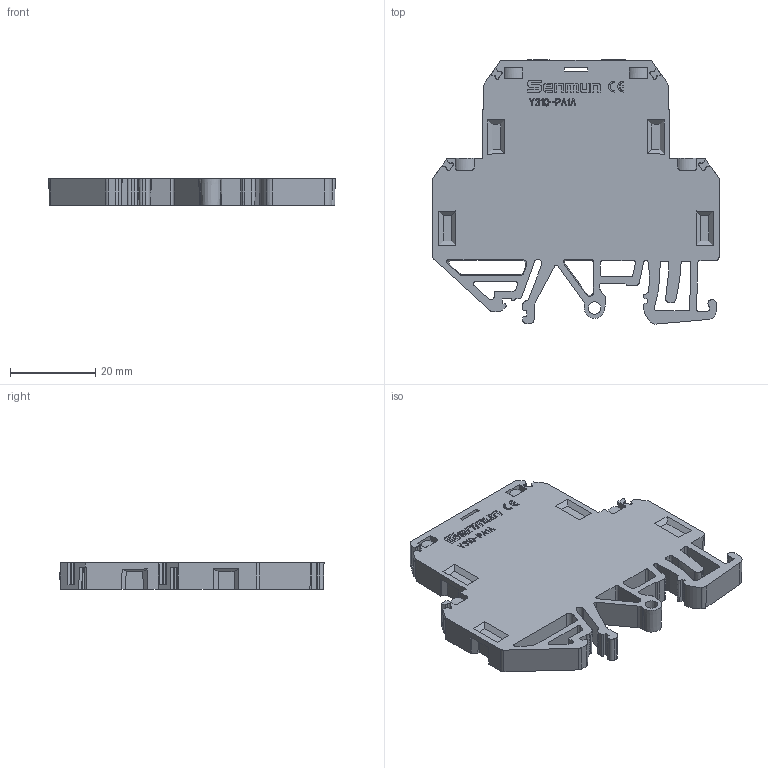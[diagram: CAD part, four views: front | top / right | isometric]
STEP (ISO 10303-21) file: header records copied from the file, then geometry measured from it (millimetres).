
FILE_DESCRIPTION(/* description */ (''),/* implementation_level */ '2;1');
FILE_NAME(/* name */ '1.stp',/* time_stamp */ '2024-08-16T08:11:25+08:00',/* author */ (''),/* organization */ (''),/* preprocessor_version */ 'ST-DEVELOPER v14',/* originating_system */ 'SIEMENS PLM Software NX 8.0',/* authorisation */ '');
FILE_SCHEMA (('AUTOMOTIVE_DESIGN { 1 0 10303 214 3 1 1 1 }'));
Length unit declared in the file: millimetre
Products named in the file (1): Admi3260DBFCaau9
Bounding box: 67.14 x 61.91 x 6.3 mm (x, y, z)
Volume: 17093.9 mm3; surface area: 9899.1 mm2
Topology: 1 solids, 8 shells, 668 faces, 1831 edges, 1223 vertices
Faces by surface type: plane 452, cone 97, extrusion 61, cylinder 50, bspline 8
Full cylindrical faces by diameter (mm): 3.3 x2, 3.6 x4, 4.1 x2
Entity records: 23620 total; most frequent: CARTESIAN_POINT 5549, ORIENTED_EDGE 3616, DIRECTION 3169, EDGE_CURVE 1808, VECTOR 1387, LINE 1326, VERTEX_POINT 1215, AXIS2_PLACEMENT_3D 891
